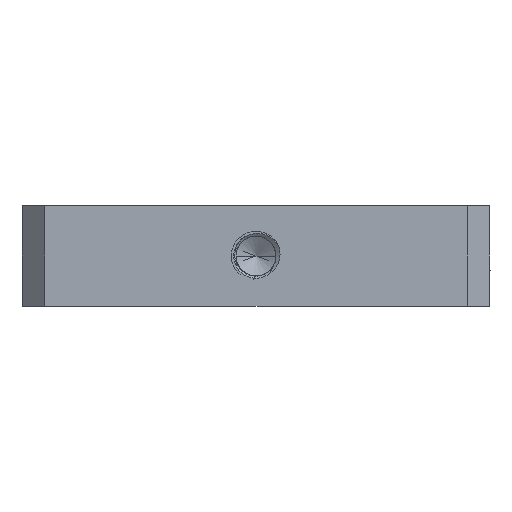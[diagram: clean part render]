
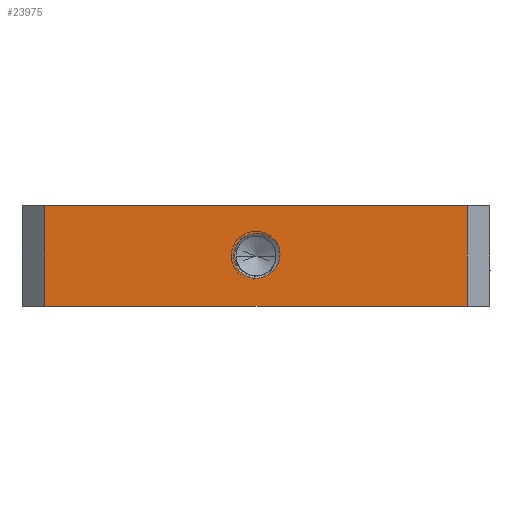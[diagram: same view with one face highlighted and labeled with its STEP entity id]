
A CAD part, left-side view. The second image highlights one B-rep face of the part: STEP entity #23975.
In plain terms, the highlighted planar face has unit normal (-1, 0, 0).
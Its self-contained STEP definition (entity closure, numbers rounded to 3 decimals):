
#85=DIRECTION('',(0.,-1.,0.));
#86=VECTOR('',#85,37.);
#87=CARTESIAN_POINT('',(-41.,18.5,0.));
#88=LINE('',#87,#86);
#2076=DIRECTION('',(0.,-1.,0.));
#2077=VECTOR('',#2076,37.);
#2078=CARTESIAN_POINT('',(-41.,18.5,8.8));
#2079=LINE('',#2078,#2077);
#2295=DIRECTION('',(0.,0.,-1.));
#2296=VECTOR('',#2295,8.8);
#2297=CARTESIAN_POINT('',(-41.,18.5,8.8));
#2298=LINE('',#2297,#2296);
#2299=DIRECTION('',(0.,0.,-1.));
#2300=VECTOR('',#2299,8.8);
#2301=CARTESIAN_POINT('',(-41.,-18.5,8.8));
#2302=LINE('',#2301,#2300);
#2303=CARTESIAN_POINT('',(-41.,-1.991,5.251));
#2304=CARTESIAN_POINT('',(-41.,-2.038,5.113));
#2305=CARTESIAN_POINT('',(-41.,-2.108,4.827));
#2306=CARTESIAN_POINT('',(-41.,-2.117,4.334));
#2307=CARTESIAN_POINT('',(-41.,-2.004,3.839));
#2308=CARTESIAN_POINT('',(-41.,-1.783,3.401));
#2309=CARTESIAN_POINT('',(-41.,-1.462,3.026));
#2310=CARTESIAN_POINT('',(-41.,-1.207,2.844));
#2311=CARTESIAN_POINT('',(-41.,-1.068,2.768));
#2313=CARTESIAN_POINT('',(-41.,0.442,6.299));
#2314=CARTESIAN_POINT('',(-41.,0.291,6.347));
#2315=CARTESIAN_POINT('',(-41.,-0.014,6.404));
#2316=CARTESIAN_POINT('',(-41.,-0.482,6.382));
#2317=CARTESIAN_POINT('',(-41.,-0.941,6.251));
#2318=CARTESIAN_POINT('',(-41.,-1.371,6.008));
#2319=CARTESIAN_POINT('',(-41.,-1.729,5.674));
#2320=CARTESIAN_POINT('',(-41.,-1.913,5.402));
#2321=CARTESIAN_POINT('',(-41.,-1.991,5.251));
#2809=CARTESIAN_POINT('',(-41.,0.,4.4));
#2810=DIRECTION('',(1.,0.,0.));
#2811=DIRECTION('',(0.,-0.548,-0.837));
#2812=AXIS2_PLACEMENT_3D('',#2809,#2810,#2811);
#2840=CARTESIAN_POINT('',(-41.,-1.991,5.251));
#18223=CARTESIAN_POINT('',(-41.,18.5,0.));
#18225=VERTEX_POINT('',#18223);
#18229=CARTESIAN_POINT('',(-41.,18.5,8.8));
#18230=VERTEX_POINT('',#18229);
#18232=CARTESIAN_POINT('',(-41.,-18.5,0.));
#18234=VERTEX_POINT('',#18232);
#18235=CARTESIAN_POINT('',(-41.,-18.5,8.8));
#18236=VERTEX_POINT('',#18235);
#19395=VERTEX_POINT('',#2840);
#19404=VERTEX_POINT('',#2311);
#19405=VERTEX_POINT('',#2313);
#23956=CARTESIAN_POINT('',(-41.,20.5,0.));
#23957=DIRECTION('',(-1.,0.,0.));
#23958=DIRECTION('',(0.,-1.,0.));
#23959=AXIS2_PLACEMENT_3D('',#23956,#23957,#23958);
#23960=PLANE('',#23959);
#23961=ORIENTED_EDGE('',*,*,#23754,.F.);
#23962=ORIENTED_EDGE('',*,*,#23776,.T.);
#23963=ORIENTED_EDGE('',*,*,#23949,.T.);
#23964=ORIENTED_EDGE('',*,*,#19446,.F.);
#23965=EDGE_LOOP('',(#23961,#23962,#23963,#23964));
#23966=FACE_OUTER_BOUND('',#23965,.F.);
#23968=ORIENTED_EDGE('',*,*,#23967,.F.);
#23970=ORIENTED_EDGE('',*,*,#23969,.F.);
#23972=ORIENTED_EDGE('',*,*,#23971,.F.);
#23973=EDGE_LOOP('',(#23968,#23970,#23972));
#23974=FACE_BOUND('',#23973,.F.);
#23975=ADVANCED_FACE('',(#23966,#23974),#23960,.T.);
#2312=B_SPLINE_CURVE_WITH_KNOTS('',3,(#2303,#2304,#2305,#2306,#2307,#2308,#2309,
#2310,#2311),.UNSPECIFIED.,.F.,.F.,(4,1,1,1,1,1,4),(0.,0.167,
0.333,0.5,0.667,0.833,1.),
.UNSPECIFIED.);
#2322=B_SPLINE_CURVE_WITH_KNOTS('',3,(#2313,#2314,#2315,#2316,#2317,#2318,#2319,
#2320,#2321),.UNSPECIFIED.,.F.,.F.,(4,1,1,1,1,1,4),(0.,0.167,
0.333,0.5,0.667,0.833,1.),
.UNSPECIFIED.);
#2813=CIRCLE('',#2812,1.95);
#19446=EDGE_CURVE('',#18225,#18234,#88,.T.);
#23754=EDGE_CURVE('',#18230,#18225,#2298,.T.);
#23776=EDGE_CURVE('',#18230,#18236,#2079,.T.);
#23949=EDGE_CURVE('',#18236,#18234,#2302,.T.);
#23967=EDGE_CURVE('',#19395,#19404,#2312,.T.);
#23969=EDGE_CURVE('',#19405,#19395,#2322,.T.);
#23971=EDGE_CURVE('',#19404,#19405,#2813,.T.);
